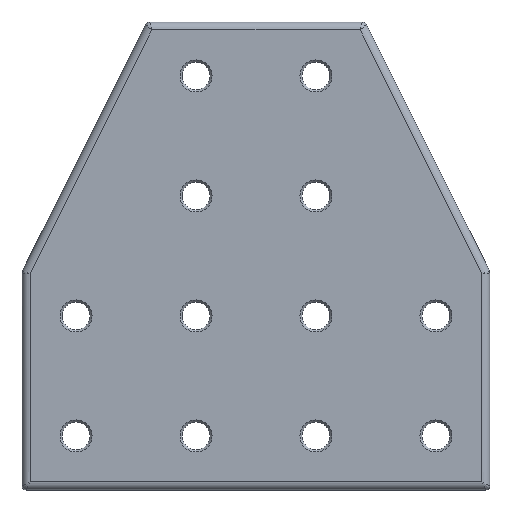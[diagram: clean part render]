
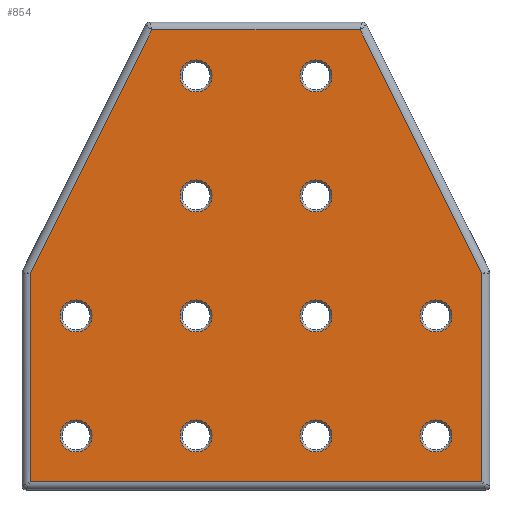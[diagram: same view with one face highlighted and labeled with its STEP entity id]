
A CAD part, top view. The second image highlights one B-rep face of the part: STEP entity #854.
In plain terms, the highlighted planar face has unit normal (0, 0, 1).
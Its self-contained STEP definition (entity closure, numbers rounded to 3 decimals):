
#74=CIRCLE('',#942,4.);
#75=CIRCLE('',#943,4.);
#76=CIRCLE('',#944,4.);
#77=CIRCLE('',#945,4.);
#78=CIRCLE('',#946,4.);
#79=CIRCLE('',#947,4.);
#80=CIRCLE('',#948,4.);
#81=CIRCLE('',#949,4.);
#82=CIRCLE('',#950,4.);
#83=CIRCLE('',#951,4.);
#84=CIRCLE('',#952,4.);
#85=CIRCLE('',#953,4.);
#194=ORIENTED_EDGE('',*,*,#386,.T.);
#195=ORIENTED_EDGE('',*,*,#387,.T.);
#196=ORIENTED_EDGE('',*,*,#388,.T.);
#197=ORIENTED_EDGE('',*,*,#389,.T.);
#198=ORIENTED_EDGE('',*,*,#390,.T.);
#199=ORIENTED_EDGE('',*,*,#391,.T.);
#200=ORIENTED_EDGE('',*,*,#392,.T.);
#201=ORIENTED_EDGE('',*,*,#393,.T.);
#202=ORIENTED_EDGE('',*,*,#394,.T.);
#203=ORIENTED_EDGE('',*,*,#395,.T.);
#204=ORIENTED_EDGE('',*,*,#396,.T.);
#205=ORIENTED_EDGE('',*,*,#397,.T.);
#206=ORIENTED_EDGE('',*,*,#398,.T.);
#207=ORIENTED_EDGE('',*,*,#399,.T.);
#208=ORIENTED_EDGE('',*,*,#400,.T.);
#209=ORIENTED_EDGE('',*,*,#401,.T.);
#210=ORIENTED_EDGE('',*,*,#402,.T.);
#211=ORIENTED_EDGE('',*,*,#403,.T.);
#386=EDGE_CURVE('',#476,#477,#554,.T.);
#387=EDGE_CURVE('',#477,#478,#555,.T.);
#388=EDGE_CURVE('',#478,#479,#556,.T.);
#389=EDGE_CURVE('',#479,#480,#557,.T.);
#390=EDGE_CURVE('',#480,#481,#558,.T.);
#391=EDGE_CURVE('',#481,#476,#559,.T.);
#392=EDGE_CURVE('',#482,#482,#74,.T.);
#393=EDGE_CURVE('',#483,#483,#75,.T.);
#394=EDGE_CURVE('',#484,#484,#76,.T.);
#395=EDGE_CURVE('',#485,#485,#77,.T.);
#396=EDGE_CURVE('',#486,#486,#78,.T.);
#397=EDGE_CURVE('',#487,#487,#79,.T.);
#398=EDGE_CURVE('',#488,#488,#80,.T.);
#399=EDGE_CURVE('',#489,#489,#81,.T.);
#400=EDGE_CURVE('',#490,#490,#82,.T.);
#401=EDGE_CURVE('',#491,#491,#83,.T.);
#402=EDGE_CURVE('',#492,#492,#84,.T.);
#403=EDGE_CURVE('',#493,#493,#85,.T.);
#476=VERTEX_POINT('',#1408);
#477=VERTEX_POINT('',#1409);
#478=VERTEX_POINT('',#1411);
#479=VERTEX_POINT('',#1413);
#480=VERTEX_POINT('',#1415);
#481=VERTEX_POINT('',#1417);
#482=VERTEX_POINT('',#1420);
#483=VERTEX_POINT('',#1422);
#484=VERTEX_POINT('',#1424);
#485=VERTEX_POINT('',#1426);
#486=VERTEX_POINT('',#1428);
#487=VERTEX_POINT('',#1430);
#488=VERTEX_POINT('',#1432);
#489=VERTEX_POINT('',#1434);
#490=VERTEX_POINT('',#1436);
#491=VERTEX_POINT('',#1438);
#492=VERTEX_POINT('',#1440);
#493=VERTEX_POINT('',#1442);
#554=LINE('',#1407,#584);
#555=LINE('',#1410,#585);
#556=LINE('',#1412,#586);
#557=LINE('',#1414,#587);
#558=LINE('',#1416,#588);
#559=LINE('',#1418,#589);
#584=VECTOR('',#1121,1000.);
#585=VECTOR('',#1122,1000.);
#586=VECTOR('',#1123,1000.);
#587=VECTOR('',#1124,1000.);
#588=VECTOR('',#1125,1000.);
#589=VECTOR('',#1126,1000.);
#602=EDGE_LOOP('',(#194,#195,#196,#197,#198,#199));
#603=EDGE_LOOP('',(#200));
#604=EDGE_LOOP('',(#201));
#605=EDGE_LOOP('',(#202));
#606=EDGE_LOOP('',(#203));
#607=EDGE_LOOP('',(#204));
#608=EDGE_LOOP('',(#205));
#609=EDGE_LOOP('',(#206));
#610=EDGE_LOOP('',(#207));
#611=EDGE_LOOP('',(#208));
#612=EDGE_LOOP('',(#209));
#613=EDGE_LOOP('',(#210));
#614=EDGE_LOOP('',(#211));
#724=FACE_BOUND('',#602,.T.);
#725=FACE_BOUND('',#603,.T.);
#726=FACE_BOUND('',#604,.T.);
#727=FACE_BOUND('',#605,.T.);
#728=FACE_BOUND('',#606,.T.);
#729=FACE_BOUND('',#607,.T.);
#730=FACE_BOUND('',#608,.T.);
#731=FACE_BOUND('',#609,.T.);
#732=FACE_BOUND('',#610,.T.);
#733=FACE_BOUND('',#611,.T.);
#734=FACE_BOUND('',#612,.T.);
#735=FACE_BOUND('',#613,.T.);
#736=FACE_BOUND('',#614,.T.);
#840=PLANE('',#941);
#854=ADVANCED_FACE('',(#724,#725,#726,#727,#728,#729,#730,#731,#732,#733,
#734,#735,#736),#840,.T.);
#941=AXIS2_PLACEMENT_3D('',#1406,#1119,#1120);
#942=AXIS2_PLACEMENT_3D('',#1419,#1127,#1128);
#943=AXIS2_PLACEMENT_3D('',#1421,#1129,#1130);
#944=AXIS2_PLACEMENT_3D('',#1423,#1131,#1132);
#945=AXIS2_PLACEMENT_3D('',#1425,#1133,#1134);
#946=AXIS2_PLACEMENT_3D('',#1427,#1135,#1136);
#947=AXIS2_PLACEMENT_3D('',#1429,#1137,#1138);
#948=AXIS2_PLACEMENT_3D('',#1431,#1139,#1140);
#949=AXIS2_PLACEMENT_3D('',#1433,#1141,#1142);
#950=AXIS2_PLACEMENT_3D('',#1435,#1143,#1144);
#951=AXIS2_PLACEMENT_3D('',#1437,#1145,#1146);
#952=AXIS2_PLACEMENT_3D('',#1439,#1147,#1148);
#953=AXIS2_PLACEMENT_3D('',#1441,#1149,#1150);
#1119=DIRECTION('',(0.,0.,1.));
#1120=DIRECTION('',(1.,0.,0.));
#1121=DIRECTION('',(-0.447,0.894,0.));
#1122=DIRECTION('',(-1.,0.,0.));
#1123=DIRECTION('',(-0.447,-0.894,0.));
#1124=DIRECTION('',(0.,-1.,0.));
#1125=DIRECTION('',(1.,0.,0.));
#1126=DIRECTION('',(0.,1.,0.));
#1127=DIRECTION('',(0.,0.,-1.));
#1128=DIRECTION('',(-1.,0.,0.));
#1129=DIRECTION('',(0.,0.,-1.));
#1130=DIRECTION('',(-1.,0.,0.));
#1131=DIRECTION('',(0.,0.,-1.));
#1132=DIRECTION('',(-1.,0.,0.));
#1133=DIRECTION('',(0.,0.,-1.));
#1134=DIRECTION('',(-1.,0.,0.));
#1135=DIRECTION('',(0.,0.,-1.));
#1136=DIRECTION('',(-1.,0.,0.));
#1137=DIRECTION('',(0.,0.,-1.));
#1138=DIRECTION('',(-1.,0.,0.));
#1139=DIRECTION('',(0.,0.,-1.));
#1140=DIRECTION('',(-1.,0.,0.));
#1141=DIRECTION('',(0.,0.,-1.));
#1142=DIRECTION('',(-1.,0.,0.));
#1143=DIRECTION('',(0.,0.,-1.));
#1144=DIRECTION('',(-1.,0.,0.));
#1145=DIRECTION('',(0.,0.,-1.));
#1146=DIRECTION('',(-1.,0.,0.));
#1147=DIRECTION('',(0.,0.,-1.));
#1148=DIRECTION('',(-1.,0.,0.));
#1149=DIRECTION('',(0.,0.,-1.));
#1150=DIRECTION('',(-1.,0.,0.));
#1406=CARTESIAN_POINT('',(1.,1.,5.));
#1407=CARTESIAN_POINT('',(84.252,115.553,5.));
#1408=CARTESIAN_POINT('',(115.,54.058,5.));
#1409=CARTESIAN_POINT('',(84.529,115.,5.));
#1410=CARTESIAN_POINT('',(31.853,115.,5.));
#1411=CARTESIAN_POINT('',(32.471,115.,5.));
#1412=CARTESIAN_POINT('',(1.894,53.847,5.));
#1413=CARTESIAN_POINT('',(2.,54.058,5.));
#1414=CARTESIAN_POINT('',(2.,1.,5.));
#1415=CARTESIAN_POINT('',(2.,2.,5.));
#1416=CARTESIAN_POINT('',(116.,2.,5.));
#1417=CARTESIAN_POINT('',(115.,2.,5.));
#1418=CARTESIAN_POINT('',(115.,54.294,5.));
#1419=CARTESIAN_POINT('',(103.5,13.5,5.));
#1420=CARTESIAN_POINT('',(99.5,13.5,5.));
#1421=CARTESIAN_POINT('',(103.5,43.5,5.));
#1422=CARTESIAN_POINT('',(99.5,43.5,5.));
#1423=CARTESIAN_POINT('',(73.5,103.5,5.));
#1424=CARTESIAN_POINT('',(69.5,103.5,5.));
#1425=CARTESIAN_POINT('',(73.5,73.5,5.));
#1426=CARTESIAN_POINT('',(69.5,73.5,5.));
#1427=CARTESIAN_POINT('',(73.5,13.5,5.));
#1428=CARTESIAN_POINT('',(69.5,13.5,5.));
#1429=CARTESIAN_POINT('',(73.5,43.5,5.));
#1430=CARTESIAN_POINT('',(69.5,43.5,5.));
#1431=CARTESIAN_POINT('',(43.5,103.5,5.));
#1432=CARTESIAN_POINT('',(39.5,103.5,5.));
#1433=CARTESIAN_POINT('',(43.5,73.5,5.));
#1434=CARTESIAN_POINT('',(39.5,73.5,5.));
#1435=CARTESIAN_POINT('',(43.5,43.5,5.));
#1436=CARTESIAN_POINT('',(39.5,43.5,5.));
#1437=CARTESIAN_POINT('',(43.5,13.5,5.));
#1438=CARTESIAN_POINT('',(39.5,13.5,5.));
#1439=CARTESIAN_POINT('',(13.5,43.5,5.));
#1440=CARTESIAN_POINT('',(9.5,43.5,5.));
#1441=CARTESIAN_POINT('',(13.5,13.5,5.));
#1442=CARTESIAN_POINT('',(9.5,13.5,5.));
